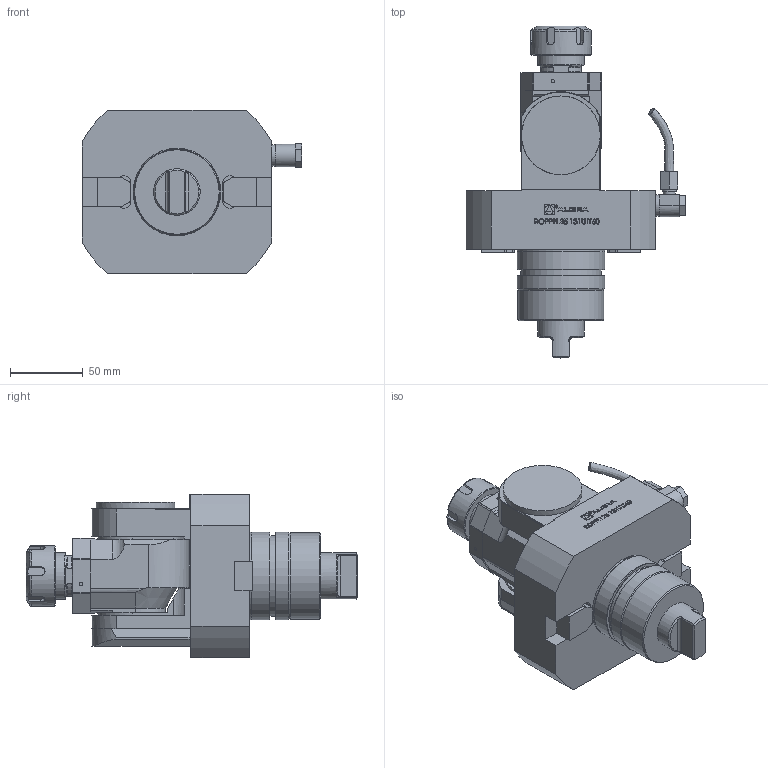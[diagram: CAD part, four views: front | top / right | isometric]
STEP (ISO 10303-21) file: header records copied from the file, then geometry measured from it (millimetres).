
FILE_DESCRIPTION (( 'STEP AP214' ), '1' );
FILE_NAME ('ROPPH25131UTT60.STEP', '2025-10-17T13:16:47', ( '' ), ( '' ), 'SwSTEP 2.0', 'SolidWorks 2023', '' );
FILE_SCHEMA (( 'AUTOMOTIVE_DESIGN' ));
Length unit declared in the file: millimetre
Products named in the file (1): ROPPH25131UTT60
Bounding box: 150.7 x 227.53 x 112 mm (x, y, z)
Volume: 1077212.9 mm3; surface area: 100700.5 mm2
Topology: 1 solids, 1 shells, 647 faces, 1720 edges, 1125 vertices
Faces by surface type: plane 412, cylinder 118, bspline 89, torus 16, cone 12
Full cylindrical faces by diameter (mm): 1.7 x1, 2.1 x1, 6.366 x1, 8.2 x1, 9.8 x1, 14.5 x1, 31.9 x1, 32 x1, 41.5 x1, 54 x1, 55.2 x1, 59 x1, 59.8 x1, 60 x2
Entity records: 29464 total; most frequent: CARTESIAN_POINT 10906, ORIENTED_EDGE 3368, DIRECTION 2772, EDGE_CURVE 1684, VERTEX_POINT 1117, LINE 1110, VECTOR 1110, AXIS2_PLACEMENT_3D 831
